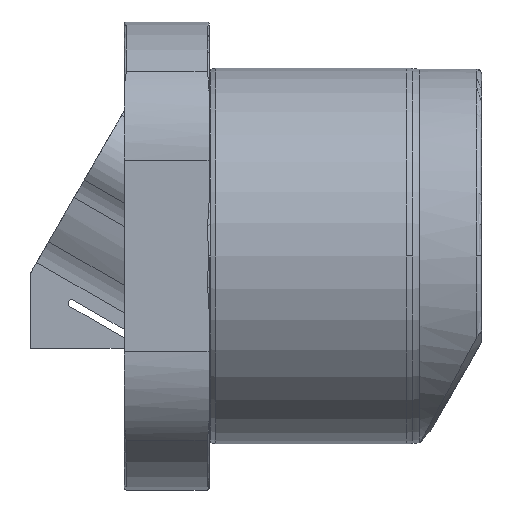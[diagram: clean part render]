
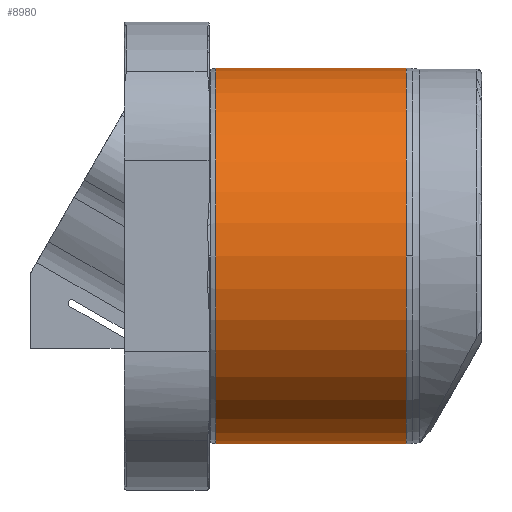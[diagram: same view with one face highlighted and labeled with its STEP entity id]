
A CAD part, left-side view. The second image highlights one B-rep face of the part: STEP entity #8980.
In plain terms, the highlighted cylindrical face has radius 9.995 mm (diameter 19.99 mm), a partial arc.
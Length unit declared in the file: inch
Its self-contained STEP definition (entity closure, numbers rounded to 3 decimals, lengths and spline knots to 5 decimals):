
#45 = CARTESIAN_POINT ( 'NONE',  ( 0., -0.59055, 0.3935 ) ) ;
#211 = EDGE_CURVE ( 'NONE', #3625, #8417, #10747, .T. ) ;
#1043 = AXIS2_PLACEMENT_3D ( 'NONE', #8956, #3564, #9834 ) ;
#1266 = CARTESIAN_POINT ( 'NONE',  ( 0., 0.09862, 0.3935 ) ) ;
#2016 = CIRCLE ( 'NONE', #1043, 0.3935 ) ;
#2145 = DIRECTION ( 'NONE',  ( 0., 1., 0. ) ) ;
#2323 = CARTESIAN_POINT ( 'NONE',  ( 0., -0.19114, 0.3935 ) ) ;
#2422 = CARTESIAN_POINT ( 'NONE',  ( 0., -0.19114, -0.3935 ) ) ;
#2515 = DIRECTION ( 'NONE',  ( 0., 1., 0. ) ) ;
#2765 = VERTEX_POINT ( 'NONE', #2422 ) ;
#3038 = EDGE_LOOP ( 'NONE', ( #3598, #11047, #5160, #6279, #6579 ) ) ;
#3418 = AXIS2_PLACEMENT_3D ( 'NONE', #7914, #3937, #8068 ) ;
#3451 = LINE ( 'NONE', #8740, #10331 ) ;
#3533 = EDGE_CURVE ( 'NONE', #9124, #2765, #2016, .T. ) ;
#3564 = DIRECTION ( 'NONE',  ( 0., -1., 0. ) ) ;
#3598 = ORIENTED_EDGE ( 'NONE', *, *, #9796, .F. ) ;
#3625 = VERTEX_POINT ( 'NONE', #4770 ) ;
#3669 = EDGE_CURVE ( 'NONE', #6167, #9124, #10982, .T. ) ;
#3933 = DIRECTION ( 'NONE',  ( 0., 0., 1. ) ) ;
#3937 = DIRECTION ( 'NONE',  ( 0., 1., 0. ) ) ;
#4770 = CARTESIAN_POINT ( 'NONE',  ( 0., -0.59055, -0.3935 ) ) ;
#5160 = ORIENTED_EDGE ( 'NONE', *, *, #9814, .T. ) ;
#5748 = CYLINDRICAL_SURFACE ( 'NONE', #11467, 0.3935 ) ;
#6167 = VERTEX_POINT ( 'NONE', #45 ) ;
#6279 = ORIENTED_EDGE ( 'NONE', *, *, #3669, .T. ) ;
#6579 = ORIENTED_EDGE ( 'NONE', *, *, #3533, .T. ) ;
#7513 = CARTESIAN_POINT ( 'NONE',  ( 0., 0.09862, 0. ) ) ;
#7550 = DIRECTION ( 'NONE',  ( 0., 1., 0. ) ) ;
#7633 = CARTESIAN_POINT ( 'NONE',  ( -0.3935, -0.59055, 0. ) ) ;
#7900 = CARTESIAN_POINT ( 'NONE',  ( 0., -0.59055, 0. ) ) ;
#7914 = CARTESIAN_POINT ( 'NONE',  ( 0., -0.59055, 0. ) ) ;
#8068 = DIRECTION ( 'NONE',  ( 0., 0., 1. ) ) ;
#8321 = AXIS2_PLACEMENT_3D ( 'NONE', #7900, #2515, #8776 ) ;
#8417 = VERTEX_POINT ( 'NONE', #7633 ) ;
#8516 = CIRCLE ( 'NONE', #8321, 0.3935 ) ;
#8710 = DIRECTION ( 'NONE',  ( 0., 1., 0. ) ) ;
#8740 = CARTESIAN_POINT ( 'NONE',  ( 0., 0.09862, -0.3935 ) ) ;
#8776 = DIRECTION ( 'NONE',  ( 0., 0., 1. ) ) ;
#8956 = CARTESIAN_POINT ( 'NONE',  ( 0., -0.19114, 0. ) ) ;
#8980 = ADVANCED_FACE ( 'NONE', ( #10493 ), #5748, .T. ) ;
#9124 = VERTEX_POINT ( 'NONE', #2323 ) ;
#9796 = EDGE_CURVE ( 'NONE', #3625, #2765, #3451, .T. ) ;
#9814 = EDGE_CURVE ( 'NONE', #8417, #6167, #8516, .T. ) ;
#9834 = DIRECTION ( 'NONE',  ( 0., 0., 1. ) ) ;
#10331 = VECTOR ( 'NONE', #8710, 39.37008 ) ;
#10432 = VECTOR ( 'NONE', #7550, 39.37008 ) ;
#10493 = FACE_OUTER_BOUND ( 'NONE', #3038, .T. ) ;
#10747 = CIRCLE ( 'NONE', #3418, 0.3935 ) ;
#10982 = LINE ( 'NONE', #1266, #10432 ) ;
#11047 = ORIENTED_EDGE ( 'NONE', *, *, #211, .T. ) ;
#11467 = AXIS2_PLACEMENT_3D ( 'NONE', #7513, #2145, #3933 ) ;
